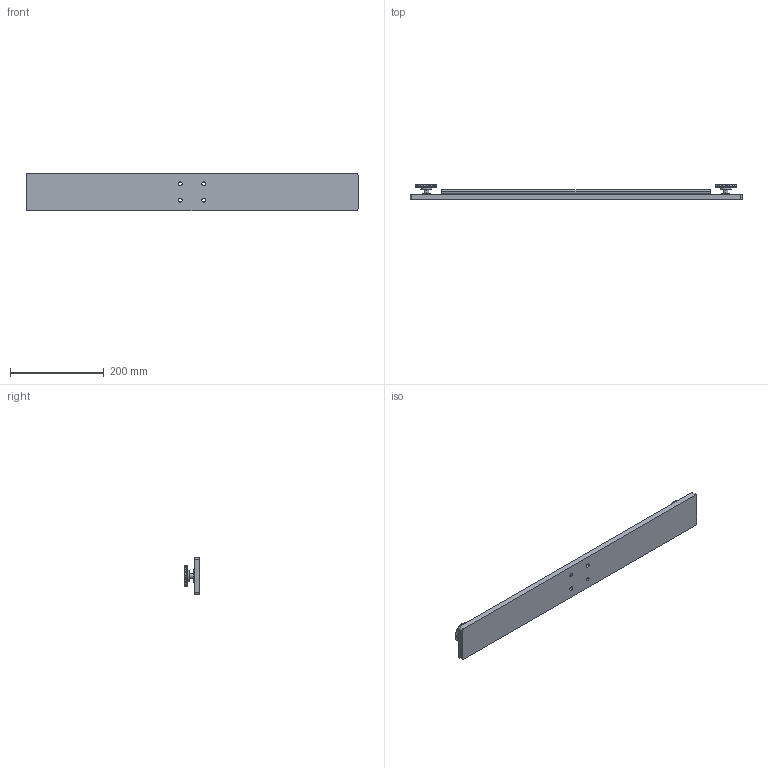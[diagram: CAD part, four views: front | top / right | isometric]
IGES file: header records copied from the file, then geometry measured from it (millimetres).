
Start section: SolidWorks IGES file using analytic representation for surfaces
Global section: file name: T-Fuß.IGS; native system: SolidWorks 2014; preprocessor: SolidWorks 2014; author: ckuhn; date: 160415.103759; units: millimetre
Bounding box: 710 x 33.8 x 80 mm (x, y, z)
Surface area: 159431.6 mm2 (no closed solid volume)
Topology: 0 solids, 0 shells, 373 faces, 4206 edges, 4174 vertices
Faces by surface type: revolution 245, bspline 128
